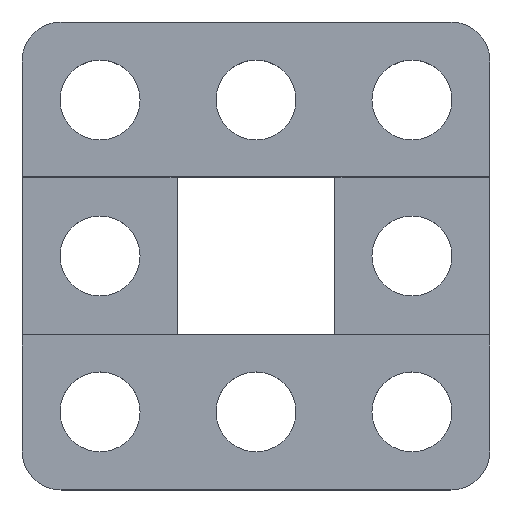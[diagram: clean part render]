
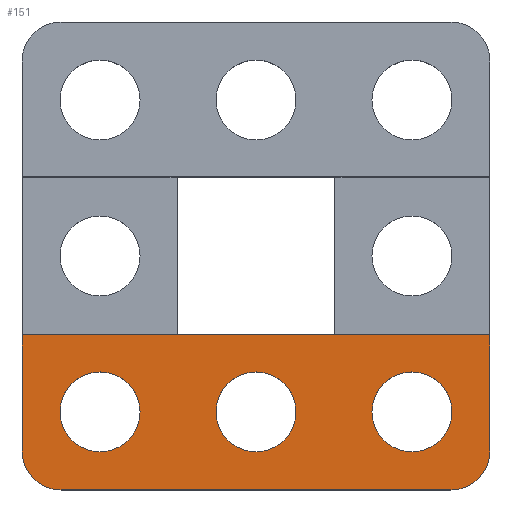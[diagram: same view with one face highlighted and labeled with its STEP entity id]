
A CAD part, top view. The second image highlights one B-rep face of the part: STEP entity #151.
In plain terms, the highlighted planar face has unit normal (0, 0, 1).
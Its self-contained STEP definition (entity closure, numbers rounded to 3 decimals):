
#5 = FACE_BOUND ( 'NONE', #732, .T. ) ;
#32 = CARTESIAN_POINT ( 'NONE',  ( 12., -4.05, 3. ) ) ;
#39 = ORIENTED_EDGE ( 'NONE', *, *, #818, .F. ) ;
#41 = AXIS2_PLACEMENT_3D ( 'NONE', #137, #75, #112 ) ;
#42 = DIRECTION ( 'NONE',  ( 1., 0., 0. ) ) ;
#53 = ORIENTED_EDGE ( 'NONE', *, *, #163, .F. ) ;
#62 = DIRECTION ( 'NONE',  ( 1., 0., 0. ) ) ;
#75 = DIRECTION ( 'NONE',  ( 0., 0., 1. ) ) ;
#78 = EDGE_CURVE ( 'NONE', #847, #547, #1049, .T. ) ;
#82 = LINE ( 'NONE', #682, #487 ) ;
#84 = AXIS2_PLACEMENT_3D ( 'NONE', #100, #97, #42 ) ;
#90 = EDGE_LOOP ( 'NONE', ( #39, #784 ) ) ;
#97 = DIRECTION ( 'NONE',  ( 0., 0., 1. ) ) ;
#100 = CARTESIAN_POINT ( 'NONE',  ( 10., -10., 3. ) ) ;
#104 = CARTESIAN_POINT ( 'NONE',  ( 2.05, -8., 3. ) ) ;
#112 = DIRECTION ( 'NONE',  ( 1., 0., 0. ) ) ;
#115 = VERTEX_POINT ( 'NONE', #32 ) ;
#118 = CIRCLE ( 'NONE', #1091, 2.05 ) ;
#122 = CARTESIAN_POINT ( 'NONE',  ( -12., -4.05, 3. ) ) ;
#137 = CARTESIAN_POINT ( 'NONE',  ( 0., -8., 3. ) ) ;
#151 = ADVANCED_FACE ( 'NONE', ( #721, #5, #472, #959 ), #1145, .T. ) ;
#163 = EDGE_CURVE ( 'NONE', #656, #168, #930, .T. ) ;
#166 = CIRCLE ( 'NONE', #572, 2.05 ) ;
#168 = VERTEX_POINT ( 'NONE', #549 ) ;
#197 = VECTOR ( 'NONE', #268, 1000. ) ;
#213 = VERTEX_POINT ( 'NONE', #332 ) ;
#225 = CARTESIAN_POINT ( 'NONE',  ( -2.05, -8., 3. ) ) ;
#231 = CIRCLE ( 'NONE', #1080, 2.05 ) ;
#235 = DIRECTION ( 'NONE',  ( 0., 0., 1. ) ) ;
#253 = CARTESIAN_POINT ( 'NONE',  ( -10., -12., 3. ) ) ;
#256 = EDGE_LOOP ( 'NONE', ( #307, #609 ) ) ;
#268 = DIRECTION ( 'NONE',  ( 1., 0., 0. ) ) ;
#269 = ORIENTED_EDGE ( 'NONE', *, *, #318, .F. ) ;
#280 = VERTEX_POINT ( 'NONE', #855 ) ;
#307 = ORIENTED_EDGE ( 'NONE', *, *, #1110, .F. ) ;
#311 = AXIS2_PLACEMENT_3D ( 'NONE', #853, #670, #706 ) ;
#316 = CARTESIAN_POINT ( 'NONE',  ( -10.05, -8., 3. ) ) ;
#318 = EDGE_CURVE ( 'NONE', #168, #656, #324, .T. ) ;
#324 = CIRCLE ( 'NONE', #311, 2.05 ) ;
#332 = CARTESIAN_POINT ( 'NONE',  ( -5.95, -8., 3. ) ) ;
#352 = EDGE_CURVE ( 'NONE', #783, #115, #82, .T. ) ;
#367 = CIRCLE ( 'NONE', #41, 2.05 ) ;
#381 = CARTESIAN_POINT ( 'NONE',  ( -8., -8., 3. ) ) ;
#455 = LINE ( 'NONE', #559, #1147 ) ;
#472 = FACE_BOUND ( 'NONE', #90, .T. ) ;
#476 = DIRECTION ( 'NONE',  ( 1., 0., 0. ) ) ;
#477 = EDGE_CURVE ( 'NONE', #1122, #798, #367, .T. ) ;
#487 = VECTOR ( 'NONE', #613, 1000. ) ;
#504 = ORIENTED_EDGE ( 'NONE', *, *, #846, .T. ) ;
#523 = ORIENTED_EDGE ( 'NONE', *, *, #78, .T. ) ;
#547 = VERTEX_POINT ( 'NONE', #554 ) ;
#549 = CARTESIAN_POINT ( 'NONE',  ( 5.95, -8., 3. ) ) ;
#551 = ORIENTED_EDGE ( 'NONE', *, *, #352, .F. ) ;
#554 = CARTESIAN_POINT ( 'NONE',  ( 12., -10., 3. ) ) ;
#559 = CARTESIAN_POINT ( 'NONE',  ( 12., 12., 3. ) ) ;
#572 = AXIS2_PLACEMENT_3D ( 'NONE', #797, #235, #887 ) ;
#594 = CARTESIAN_POINT ( 'NONE',  ( 8., -8., 3. ) ) ;
#601 = EDGE_CURVE ( 'NONE', #783, #280, #738, .T. ) ;
#607 = CARTESIAN_POINT ( 'NONE',  ( -8., -8., 3. ) ) ;
#609 = ORIENTED_EDGE ( 'NONE', *, *, #729, .F. ) ;
#613 = DIRECTION ( 'NONE',  ( 1., 0., 0. ) ) ;
#622 = DIRECTION ( 'NONE',  ( 0., 0., 1. ) ) ;
#627 = ORIENTED_EDGE ( 'NONE', *, *, #996, .T. ) ;
#629 = AXIS2_PLACEMENT_3D ( 'NONE', #1158, #622, #62 ) ;
#632 = CARTESIAN_POINT ( 'NONE',  ( -12., 12., 3. ) ) ;
#646 = DIRECTION ( 'NONE',  ( 0., 1., 0. ) ) ;
#656 = VERTEX_POINT ( 'NONE', #898 ) ;
#670 = DIRECTION ( 'NONE',  ( 0., 0., 1. ) ) ;
#682 = CARTESIAN_POINT ( 'NONE',  ( -4.05, -4.05, 3. ) ) ;
#702 = DIRECTION ( 'NONE',  ( -1., 0., 0. ) ) ;
#706 = DIRECTION ( 'NONE',  ( -1., 0., 0. ) ) ;
#710 = VERTEX_POINT ( 'NONE', #316 ) ;
#711 = DIRECTION ( 'NONE',  ( 1., 0., 0. ) ) ;
#714 = AXIS2_PLACEMENT_3D ( 'NONE', #594, #889, #702 ) ;
#721 = FACE_OUTER_BOUND ( 'NONE', #1144, .T. ) ;
#722 = DIRECTION ( 'NONE',  ( 0., -1., 0. ) ) ;
#729 = EDGE_CURVE ( 'NONE', #213, #710, #231, .T. ) ;
#731 = VERTEX_POINT ( 'NONE', #253 ) ;
#732 = EDGE_LOOP ( 'NONE', ( #269, #53 ) ) ;
#735 = LINE ( 'NONE', #917, #197 ) ;
#736 = DIRECTION ( 'NONE',  ( 0., 0., 1. ) ) ;
#738 = LINE ( 'NONE', #632, #1187 ) ;
#782 = DIRECTION ( 'NONE',  ( 0., 0., 1. ) ) ;
#783 = VERTEX_POINT ( 'NONE', #122 ) ;
#784 = ORIENTED_EDGE ( 'NONE', *, *, #477, .F. ) ;
#793 = ORIENTED_EDGE ( 'NONE', *, *, #601, .T. ) ;
#797 = CARTESIAN_POINT ( 'NONE',  ( 0., -8., 3. ) ) ;
#798 = VERTEX_POINT ( 'NONE', #225 ) ;
#802 = CARTESIAN_POINT ( 'NONE',  ( 0., 0., 3. ) ) ;
#818 = EDGE_CURVE ( 'NONE', #798, #1122, #166, .T. ) ;
#846 = EDGE_CURVE ( 'NONE', #280, #731, #1115, .T. ) ;
#847 = VERTEX_POINT ( 'NONE', #984 ) ;
#853 = CARTESIAN_POINT ( 'NONE',  ( 8., -8., 3. ) ) ;
#855 = CARTESIAN_POINT ( 'NONE',  ( -12., -10., 3. ) ) ;
#887 = DIRECTION ( 'NONE',  ( 1., 0., 0. ) ) ;
#889 = DIRECTION ( 'NONE',  ( 0., 0., 1. ) ) ;
#890 = AXIS2_PLACEMENT_3D ( 'NONE', #802, #782, #980 ) ;
#898 = CARTESIAN_POINT ( 'NONE',  ( 10.05, -8., 3. ) ) ;
#917 = CARTESIAN_POINT ( 'NONE',  ( -12., -12., 3. ) ) ;
#930 = CIRCLE ( 'NONE', #714, 2.05 ) ;
#959 = FACE_BOUND ( 'NONE', #256, .T. ) ;
#980 = DIRECTION ( 'NONE',  ( 1., 0., 0. ) ) ;
#984 = CARTESIAN_POINT ( 'NONE',  ( 10., -12., 3. ) ) ;
#996 = EDGE_CURVE ( 'NONE', #547, #115, #455, .T. ) ;
#1012 = ORIENTED_EDGE ( 'NONE', *, *, #1026, .T. ) ;
#1024 = DIRECTION ( 'NONE',  ( 0., 0., 1. ) ) ;
#1026 = EDGE_CURVE ( 'NONE', #731, #847, #735, .T. ) ;
#1049 = CIRCLE ( 'NONE', #84, 2. ) ;
#1080 = AXIS2_PLACEMENT_3D ( 'NONE', #607, #736, #711 ) ;
#1091 = AXIS2_PLACEMENT_3D ( 'NONE', #381, #1024, #476 ) ;
#1110 = EDGE_CURVE ( 'NONE', #710, #213, #118, .T. ) ;
#1115 = CIRCLE ( 'NONE', #629, 2. ) ;
#1122 = VERTEX_POINT ( 'NONE', #104 ) ;
#1144 = EDGE_LOOP ( 'NONE', ( #551, #793, #504, #1012, #523, #627 ) ) ;
#1145 = PLANE ( 'NONE',  #890 ) ;
#1147 = VECTOR ( 'NONE', #646, 1000. ) ;
#1158 = CARTESIAN_POINT ( 'NONE',  ( -10., -10., 3. ) ) ;
#1187 = VECTOR ( 'NONE', #722, 1000. ) ;
